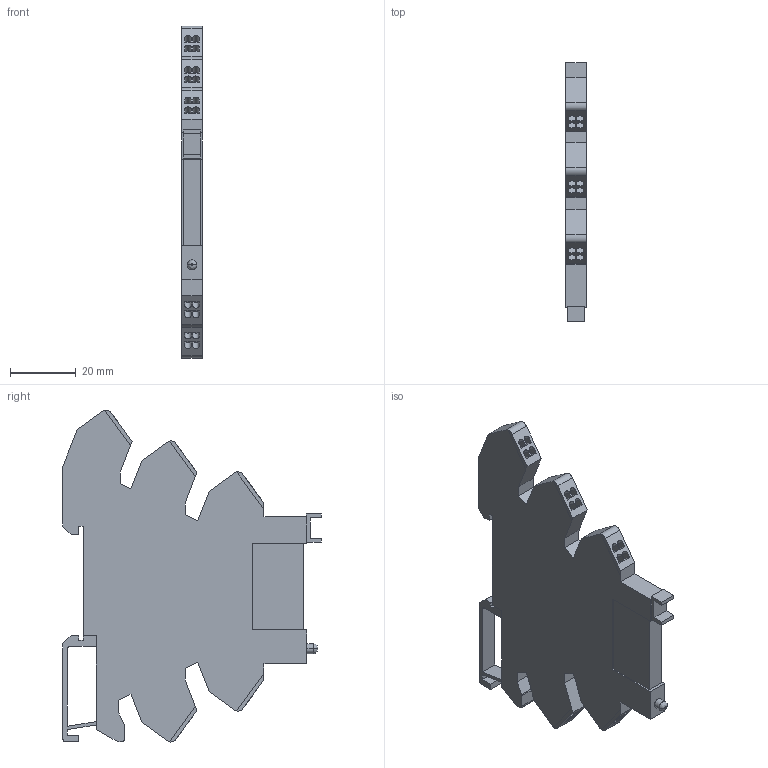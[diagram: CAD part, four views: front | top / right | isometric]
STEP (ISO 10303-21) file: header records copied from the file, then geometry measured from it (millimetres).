
FILE_DESCRIPTION(('STEP AP242'),'1');
FILE_NAME('rslzra1.stp','2019-06-27T10:58:20',('TraceParts'),('TraceParts S.A.'),'Spatial InterOp 3D',' ',' ');
FILE_SCHEMA(('AP242_MANAGED_MODEL_BASED_3D_ENGINEERING_MIM_LF {1 0 10303 442 1 1 4}'));
Length unit declared in the file: millimetre
Products named in the file (1): rslzra1
Bounding box: 6.2 x 78.6 x 101 mm (x, y, z)
Volume: 29712.6 mm3; surface area: 13563.7 mm2
Topology: 1 solids, 1 shells, 214 faces, 574 edges, 382 vertices
Faces by surface type: plane 180, cylinder 32, bspline 2
Entity records: 8440 total; most frequent: CARTESIAN_POINT 1259, ORIENTED_EDGE 1148, DIRECTION 1078, EDGE_CURVE 574, LINE 496, VECTOR 496, VERTEX_POINT 382, AXIS2_PLACEMENT_3D 291
